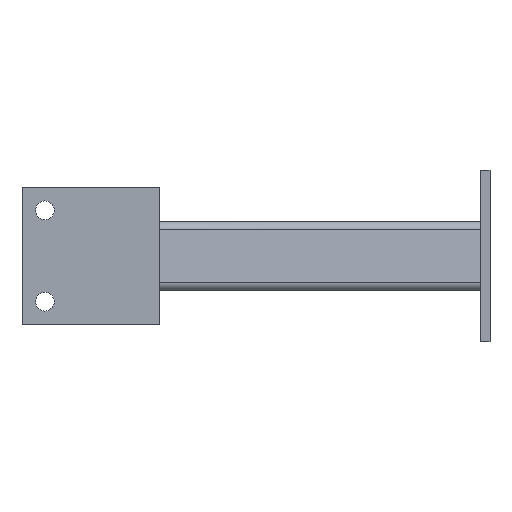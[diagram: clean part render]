
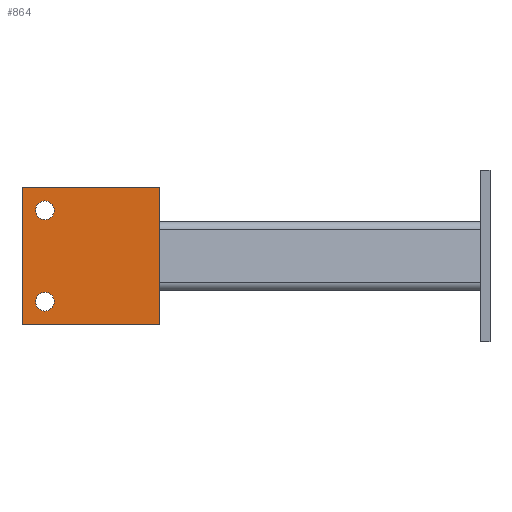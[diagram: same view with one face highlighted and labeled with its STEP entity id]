
A CAD part, front view. The second image highlights one B-rep face of the part: STEP entity #864.
In plain terms, the highlighted face is planar.
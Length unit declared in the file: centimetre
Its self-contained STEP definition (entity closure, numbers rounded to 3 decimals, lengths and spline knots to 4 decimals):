
#53=CIRCLE('',#954,0.41);
#54=CIRCLE('',#955,0.41);
#93=FACE_BOUND('',#223,.T.);
#94=FACE_BOUND('',#224,.T.);
#158=FACE_OUTER_BOUND('',#222,.T.);
#222=EDGE_LOOP('',(#783,#784,#785,#786));
#223=EDGE_LOOP('',(#787));
#224=EDGE_LOOP('',(#788));
#298=LINE('',#1440,#374);
#300=LINE('',#1444,#376);
#302=LINE('',#1448,#378);
#304=LINE('',#1451,#380);
#374=VECTOR('',#1190,6.);
#376=VECTOR('',#1194,6.);
#378=VECTOR('',#1198,6.);
#380=VECTOR('',#1202,6.);
#451=VERTEX_POINT('',#1437);
#452=VERTEX_POINT('',#1439);
#453=VERTEX_POINT('',#1443);
#454=VERTEX_POINT('',#1447);
#455=VERTEX_POINT('',#1453);
#456=VERTEX_POINT('',#1455);
#560=EDGE_CURVE('',#451,#452,#298,.T.);
#562=EDGE_CURVE('',#452,#453,#300,.T.);
#564=EDGE_CURVE('',#453,#454,#302,.T.);
#566=EDGE_CURVE('',#454,#451,#304,.T.);
#567=EDGE_CURVE('',#455,#455,#53,.T.);
#568=EDGE_CURVE('',#456,#456,#54,.T.);
#783=ORIENTED_EDGE('',*,*,#560,.F.);
#784=ORIENTED_EDGE('',*,*,#566,.F.);
#785=ORIENTED_EDGE('',*,*,#564,.F.);
#786=ORIENTED_EDGE('',*,*,#562,.F.);
#787=ORIENTED_EDGE('',*,*,#567,.F.);
#788=ORIENTED_EDGE('',*,*,#568,.F.);
#818=PLANE('',#953);
#864=ADVANCED_FACE('',(#158,#93,#94),#818,.T.);
#953=AXIS2_PLACEMENT_3D('',#1452,#1203,#1204);
#954=AXIS2_PLACEMENT_3D('',#1454,#1205,#1206);
#955=AXIS2_PLACEMENT_3D('',#1456,#1207,#1208);
#1190=DIRECTION('',(0.,1.,0.));
#1194=DIRECTION('',(1.,0.,0.));
#1198=DIRECTION('',(0.,-1.,0.));
#1202=DIRECTION('',(-1.,0.,0.));
#1203=DIRECTION('center_axis',(0.,0.,1.));
#1204=DIRECTION('ref_axis',(1.,0.,0.));
#1205=DIRECTION('center_axis',(0.,0.,1.));
#1206=DIRECTION('ref_axis',(-1.,0.,0.));
#1207=DIRECTION('center_axis',(0.,0.,1.));
#1208=DIRECTION('ref_axis',(-1.,0.,0.));
#1437=CARTESIAN_POINT('',(-3.,-4.,0.15));
#1439=CARTESIAN_POINT('',(-3.,2.,0.15));
#1440=CARTESIAN_POINT('',(-3.,-4.,0.15));
#1443=CARTESIAN_POINT('',(3.,2.,0.15));
#1444=CARTESIAN_POINT('',(-3.,2.,0.15));
#1447=CARTESIAN_POINT('',(3.,-4.,0.15));
#1448=CARTESIAN_POINT('',(3.,2.,0.15));
#1451=CARTESIAN_POINT('',(3.,-4.,0.15));
#1452=CARTESIAN_POINT('Origin',(0.,0.,0.15));
#1453=CARTESIAN_POINT('',(-1.59,-3.,0.15));
#1454=CARTESIAN_POINT('Origin',(-2.,-3.,0.15));
#1455=CARTESIAN_POINT('',(2.41,-3.,0.15));
#1456=CARTESIAN_POINT('Origin',(2.,-3.,0.15));
